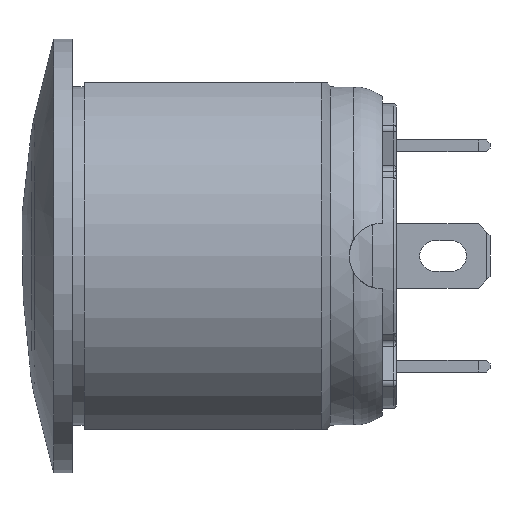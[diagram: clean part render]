
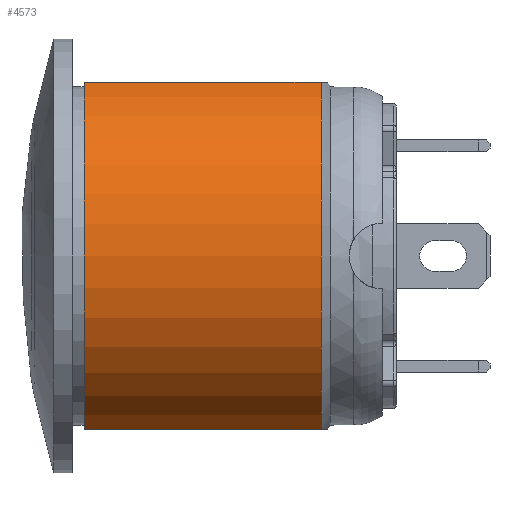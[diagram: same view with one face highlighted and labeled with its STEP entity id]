
A CAD part, left-side view. The second image highlights one B-rep face of the part: STEP entity #4573.
In plain terms, the highlighted cylindrical face has radius 8 mm (diameter 16 mm), a partial arc.
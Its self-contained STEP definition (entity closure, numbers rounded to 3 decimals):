
#541=LINE('',#8055,#909);
#546=LINE('',#8069,#914);
#909=VECTOR('',#6498,10.);
#914=VECTOR('',#6505,10.);
#1054=CYLINDRICAL_SURFACE('',#5108,8.);
#1342=FACE_OUTER_BOUND('',#1636,.T.);
#1636=EDGE_LOOP('',(#4210,#4211,#4212,#4213));
#1888=CIRCLE('',#5109,8.);
#1889=CIRCLE('',#5110,8.);
#2295=VERTEX_POINT('',#8049);
#2297=VERTEX_POINT('',#8054);
#2300=VERTEX_POINT('',#8061);
#2302=VERTEX_POINT('',#8067);
#2945=EDGE_CURVE('',#2297,#2295,#541,.T.);
#2951=EDGE_CURVE('',#2300,#2302,#546,.T.);
#2952=EDGE_CURVE('',#2300,#2295,#1888,.T.);
#2953=EDGE_CURVE('',#2302,#2297,#1889,.T.);
#4210=ORIENTED_EDGE('',*,*,#2945,.T.);
#4211=ORIENTED_EDGE('',*,*,#2952,.F.);
#4212=ORIENTED_EDGE('',*,*,#2951,.T.);
#4213=ORIENTED_EDGE('',*,*,#2953,.T.);
#4573=ADVANCED_FACE('',(#1342),#1054,.T.);
#5108=AXIS2_PLACEMENT_3D('',#8070,#6506,#6507);
#5109=AXIS2_PLACEMENT_3D('',#8071,#6508,#6509);
#5110=AXIS2_PLACEMENT_3D('',#8072,#6510,#6511);
#6498=DIRECTION('',(0.,-1.,0.));
#6505=DIRECTION('',(0.,1.,0.));
#6506=DIRECTION('center_axis',(0.,-1.,0.));
#6507=DIRECTION('ref_axis',(-1.,0.,0.));
#6508=DIRECTION('center_axis',(0.,-1.,0.));
#6509=DIRECTION('ref_axis',(-1.,0.,0.));
#6510=DIRECTION('center_axis',(0.,-1.,0.));
#6511=DIRECTION('ref_axis',(1.,0.,0.));
#8049=CARTESIAN_POINT('',(-3.04,-10.6,-7.4));
#8054=CARTESIAN_POINT('',(-3.04,-0.5,-7.4));
#8055=CARTESIAN_POINT('',(-3.04,-5.75,-7.4));
#8061=CARTESIAN_POINT('',(-3.04,-10.6,7.4));
#8067=CARTESIAN_POINT('',(-3.04,-0.5,7.4));
#8069=CARTESIAN_POINT('',(-3.04,-5.75,7.4));
#8070=CARTESIAN_POINT('Origin',(0.,-5.75,0.));
#8071=CARTESIAN_POINT('Origin',(0.,-10.6,0.));
#8072=CARTESIAN_POINT('Origin',(0.,-0.5,0.));
